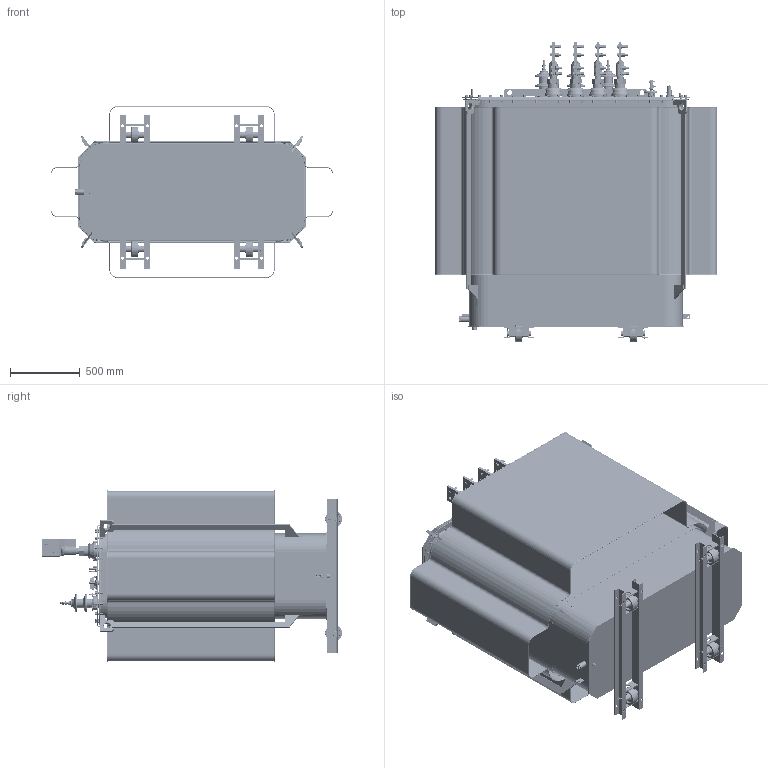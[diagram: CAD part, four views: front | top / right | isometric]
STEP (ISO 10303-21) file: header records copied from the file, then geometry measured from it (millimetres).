
FILE_DESCRIPTION(/* description */ (''),/* implementation_level */ '2;1');
FILE_NAME(/* name */ '!!!ВИЕЛ.672333.009_СБ_Трансформатор ТМГ11_1600_2_Shrinkwrap_111.stp',/* time_stamp */ '2016-07-26T13:10:13+03:00',/* author */ ('54405'),/* organization */ (''),/* preprocessor_version */ 'ST-DEVELOPER v15.2',/* originating_system */ 'Autodesk Inventor 2014',/* authorisation */ '');
FILE_SCHEMA (('AUTOMOTIVE_DESIGN { 1 0 10303 214 3 1 1 }'));
Products named in the file (1):  ТМГ11_16
00_2_Shrinkwrap_111
Bounding box: 2030.74 x 2153.43 x 1230.74 mm (x, y, z)
Volume: 43057225.3 mm3; surface area: 30300160.5 mm2
Topology: 66 solids, 95 shells, 7131 faces, 17312 edges, 10848 vertices
Faces by surface type: plane 3301, cylinder 1525, bspline 1339, cone 473, torus 398, sphere 95
Full cylindrical faces by diameter (mm): 1.6 x3, 2.6 x1, 3 x8, 3.1 x4, 3.2 x1, 3.96 x1, 4 x4, 4.134 x1, 4.95 x1, 5 x4, 5.3 x1, 5.5 x5, 6 x33, 6.2 x5, 6.4 x3, 6.5 x1, 7.1 x2, 7.5 x9, 7.92 x3, 8 x7, 8.4 x6, 8.746 x17, 9 x4, 10 x21, 10.7 x3, 11 x1, 11.88 x53, 12 x124, 12.5 x6, 13 x17
Entity records: 254572 total; most frequent: CARTESIAN_POINT 99591, ORIENTED_EDGE 30608, DIRECTION 26749, EDGE_CURVE 15309, VERTEX_POINT 10551, AXIS2_PLACEMENT_3D 10155, EDGE_LOOP 9844, ADVANCED_FACE 7131
